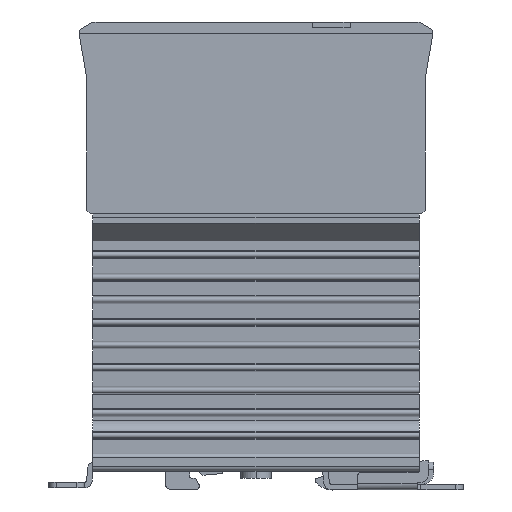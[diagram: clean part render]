
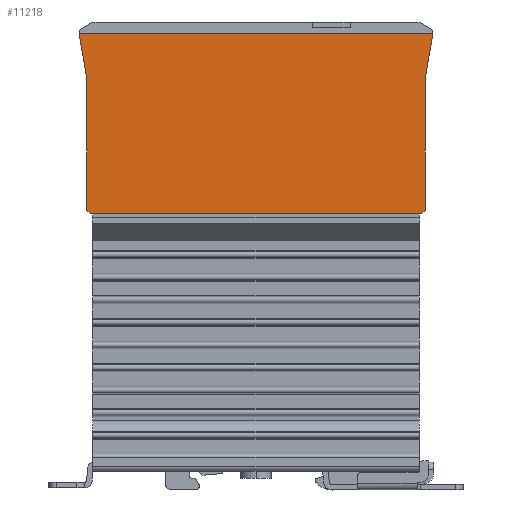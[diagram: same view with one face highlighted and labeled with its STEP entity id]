
A CAD part, left-side view. The second image highlights one B-rep face of the part: STEP entity #11218.
In plain terms, the highlighted planar face has unit normal (-1, 0, 0).
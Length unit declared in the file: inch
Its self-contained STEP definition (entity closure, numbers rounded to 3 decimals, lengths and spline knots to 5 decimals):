
#78 = CARTESIAN_POINT ( 'NONE',  ( -0.44291, -1.73228, 0. ) ) ;
#647 = ORIENTED_EDGE ( 'NONE', *, *, #14641, .F. ) ;
#745 = VERTEX_POINT ( 'NONE', #12144 ) ;
#1479 = CARTESIAN_POINT ( 'NONE',  ( -0.44291, 1.77165, 0.03937 ) ) ;
#1530 = VECTOR ( 'NONE', #5466, 39.37008 ) ;
#1558 = LINE ( 'NONE', #1479, #10180 ) ;
#1766 = LINE ( 'NONE', #15333, #4060 ) ;
#1903 = CARTESIAN_POINT ( 'NONE',  ( -0.44291, -1.85039, 1.88976 ) ) ;
#2090 = CARTESIAN_POINT ( 'NONE',  ( -0.44291, 1.85039, 1.88976 ) ) ;
#2616 = VERTEX_POINT ( 'NONE', #78 ) ;
#2720 = VERTEX_POINT ( 'NONE', #5499 ) ;
#2755 = EDGE_CURVE ( 'NONE', #2616, #15374, #6562, .T. ) ;
#2868 = EDGE_CURVE ( 'NONE', #12125, #9933, #9370, .T. ) ;
#2895 = DIRECTION ( 'NONE',  ( 0., -0.707, 0.707 ) ) ;
#3104 = CARTESIAN_POINT ( 'NONE',  ( -0.44291, 1.77165, 1.4252 ) ) ;
#3137 = CARTESIAN_POINT ( 'NONE',  ( -0.44291, 0., 1.88976 ) ) ;
#3213 = VERTEX_POINT ( 'NONE', #11821 ) ;
#3438 = CARTESIAN_POINT ( 'NONE',  ( -0.44291, -1.85039, 1.88976 ) ) ;
#3725 = ORIENTED_EDGE ( 'NONE', *, *, #9506, .T. ) ;
#4016 = CARTESIAN_POINT ( 'NONE',  ( -0.44291, -1.85039, 1.88976 ) ) ;
#4060 = VECTOR ( 'NONE', #9070, 39.37008 ) ;
#4166 = EDGE_CURVE ( 'NONE', #7726, #9933, #11228, .T. ) ;
#4371 = FACE_OUTER_BOUND ( 'NONE', #12267, .T. ) ;
#4494 = CARTESIAN_POINT ( 'NONE',  ( -0.44291, -1.77165, 1.4252 ) ) ;
#4602 = DIRECTION ( 'NONE',  ( -1., 0., 0. ) ) ;
#5033 = LINE ( 'NONE', #7844, #14064 ) ;
#5048 = ORIENTED_EDGE ( 'NONE', *, *, #2868, .F. ) ;
#5245 = ORIENTED_EDGE ( 'NONE', *, *, #11917, .T. ) ;
#5466 = DIRECTION ( 'NONE',  ( 0., 0., 1. ) ) ;
#5499 = CARTESIAN_POINT ( 'NONE',  ( -0.44291, 1.77165, 0.03937 ) ) ;
#6485 = CARTESIAN_POINT ( 'NONE',  ( -0.44291, -1.77165, 0.03937 ) ) ;
#6492 = ORIENTED_EDGE ( 'NONE', *, *, #7137, .T. ) ;
#6493 = ORIENTED_EDGE ( 'NONE', *, *, #2755, .T. ) ;
#6559 = DIRECTION ( 'NONE',  ( 0., -0.707, -0.707 ) ) ;
#6562 = LINE ( 'NONE', #11678, #6834 ) ;
#6834 = VECTOR ( 'NONE', #2895, 39.37008 ) ;
#6998 = ORIENTED_EDGE ( 'NONE', *, *, #4166, .T. ) ;
#7025 = DIRECTION ( 'NONE',  ( 0., 0., 1. ) ) ;
#7137 = EDGE_CURVE ( 'NONE', #15374, #7726, #14454, .T. ) ;
#7726 = VERTEX_POINT ( 'NONE', #8644 ) ;
#7757 = DIRECTION ( 'NONE',  ( 0., 0.167, 0.986 ) ) ;
#7844 = CARTESIAN_POINT ( 'NONE',  ( -0.44291, 1.85039, 1.88976 ) ) ;
#8305 = PLANE ( 'NONE',  #14274 ) ;
#8455 = VECTOR ( 'NONE', #15014, 39.37008 ) ;
#8644 = CARTESIAN_POINT ( 'NONE',  ( -0.44291, -1.77165, 1.4252 ) ) ;
#9070 = DIRECTION ( 'NONE',  ( 0., -1., 0. ) ) ;
#9370 = LINE ( 'NONE', #3137, #13931 ) ;
#9506 = EDGE_CURVE ( 'NONE', #2720, #3213, #1558, .T. ) ;
#9533 = DIRECTION ( 'NONE',  ( 0., -1., 0. ) ) ;
#9933 = VERTEX_POINT ( 'NONE', #4016 ) ;
#10180 = VECTOR ( 'NONE', #6559, 39.37008 ) ;
#10287 = EDGE_CURVE ( 'NONE', #2720, #745, #14026, .T. ) ;
#11218 = ADVANCED_FACE ( 'NONE', ( #4371 ), #8305, .T. ) ;
#11228 = LINE ( 'NONE', #3438, #8455 ) ;
#11678 = CARTESIAN_POINT ( 'NONE',  ( -0.44291, -1.73228, 0. ) ) ;
#11821 = CARTESIAN_POINT ( 'NONE',  ( -0.44291, 1.73228, 0. ) ) ;
#11917 = EDGE_CURVE ( 'NONE', #3213, #2616, #1766, .T. ) ;
#12125 = VERTEX_POINT ( 'NONE', #2090 ) ;
#12144 = CARTESIAN_POINT ( 'NONE',  ( -0.44291, 1.77165, 1.4252 ) ) ;
#12267 = EDGE_LOOP ( 'NONE', ( #6998, #5048, #647, #12321, #3725, #5245, #6493, #6492 ) ) ;
#12321 = ORIENTED_EDGE ( 'NONE', *, *, #10287, .F. ) ;
#12965 = VECTOR ( 'NONE', #7025, 39.37008 ) ;
#13931 = VECTOR ( 'NONE', #9533, 39.37008 ) ;
#14026 = LINE ( 'NONE', #3104, #1530 ) ;
#14064 = VECTOR ( 'NONE', #7757, 39.37008 ) ;
#14274 = AXIS2_PLACEMENT_3D ( 'NONE', #1903, #4602, #15641 ) ;
#14454 = LINE ( 'NONE', #4494, #12965 ) ;
#14641 = EDGE_CURVE ( 'NONE', #745, #12125, #5033, .T. ) ;
#15014 = DIRECTION ( 'NONE',  ( 0., -0.167, 0.986 ) ) ;
#15333 = CARTESIAN_POINT ( 'NONE',  ( -0.44291, 0., 0. ) ) ;
#15374 = VERTEX_POINT ( 'NONE', #6485 ) ;
#15641 = DIRECTION ( 'NONE',  ( 0., 0., 1. ) ) ;
